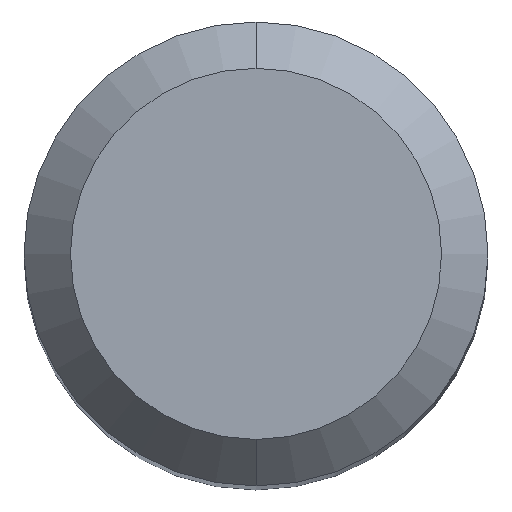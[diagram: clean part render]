
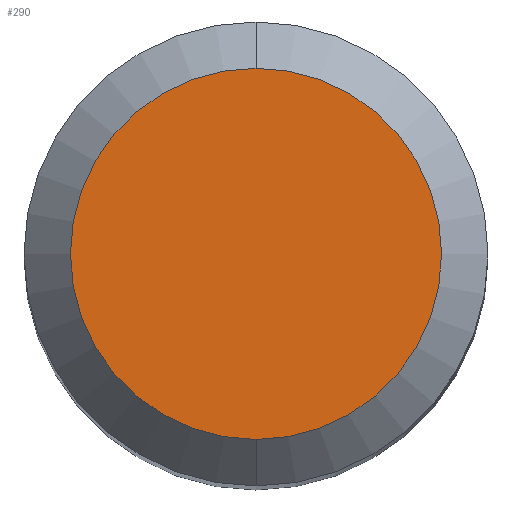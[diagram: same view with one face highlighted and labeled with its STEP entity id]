
A CAD part, top view. The second image highlights one B-rep face of the part: STEP entity #290.
In plain terms, the highlighted planar face has unit normal (0, 0, 1).
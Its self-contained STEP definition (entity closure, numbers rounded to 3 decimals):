
#2 = DIRECTION ( 'NONE',  ( 0., 1., 0. ) ) ;
#17 = DIRECTION ( 'NONE',  ( 0., 1., 0. ) ) ;
#22 = DIRECTION ( 'NONE',  ( 0., 0., 1. ) ) ;
#31 = CARTESIAN_POINT ( 'NONE',  ( 0., 3.2, 64. ) ) ;
#47 = CARTESIAN_POINT ( 'NONE',  ( 0., 0., 64. ) ) ;
#107 = CARTESIAN_POINT ( 'NONE',  ( 0., 0., 64. ) ) ;
#137 = EDGE_CURVE ( 'NONE', #411, #433, #194, .T. ) ;
#179 = DIRECTION ( 'NONE',  ( 0., 0., -1. ) ) ;
#194 = CIRCLE ( 'NONE', #517, 3.2 ) ;
#198 = DIRECTION ( 'NONE',  ( 0., -1., 0. ) ) ;
#257 = CARTESIAN_POINT ( 'NONE',  ( 0., -3.2, 64. ) ) ;
#279 = DIRECTION ( 'NONE',  ( 0., 0., -1. ) ) ;
#282 = EDGE_CURVE ( 'NONE', #433, #411, #438, .T. ) ;
#290 = ADVANCED_FACE ( 'NONE', ( #500 ), #372, .T. ) ;
#318 = EDGE_LOOP ( 'NONE', ( #449, #499 ) ) ;
#320 = AXIS2_PLACEMENT_3D ( 'NONE', #107, #279, #17 ) ;
#372 = PLANE ( 'NONE',  #446 ) ;
#411 = VERTEX_POINT ( 'NONE', #257 ) ;
#433 = VERTEX_POINT ( 'NONE', #31 ) ;
#438 = CIRCLE ( 'NONE', #320, 3.2 ) ;
#446 = AXIS2_PLACEMENT_3D ( 'NONE', #451, #22, #198 ) ;
#449 = ORIENTED_EDGE ( 'NONE', *, *, #282, .F. ) ;
#451 = CARTESIAN_POINT ( 'NONE',  ( 0., 0., 64. ) ) ;
#499 = ORIENTED_EDGE ( 'NONE', *, *, #137, .F. ) ;
#500 = FACE_OUTER_BOUND ( 'NONE', #318, .T. ) ;
#517 = AXIS2_PLACEMENT_3D ( 'NONE', #47, #179, #2 ) ;
